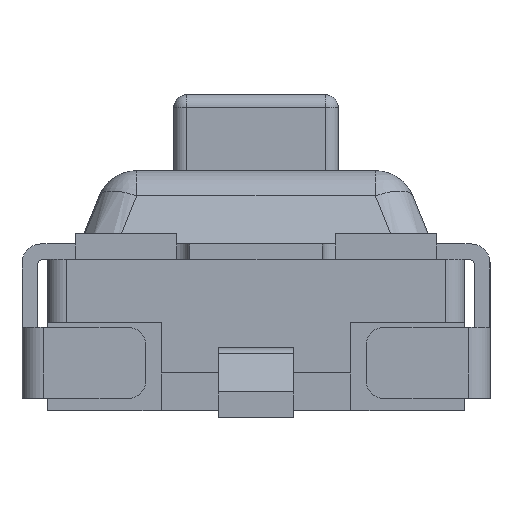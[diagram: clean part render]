
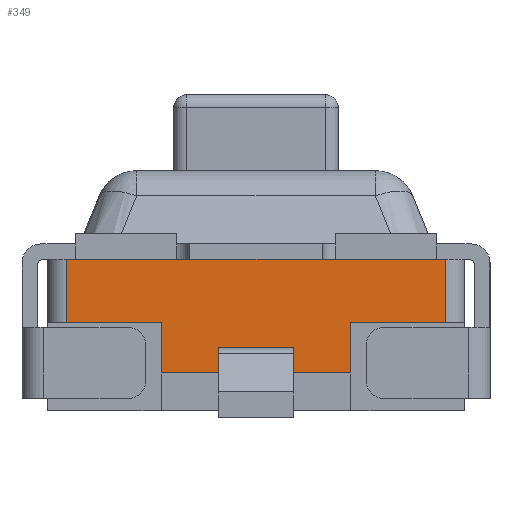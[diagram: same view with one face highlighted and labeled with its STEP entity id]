
A CAD part, left-side view. The second image highlights one B-rep face of the part: STEP entity #349.
In plain terms, the highlighted planar face has unit normal (-1, 0, 0).
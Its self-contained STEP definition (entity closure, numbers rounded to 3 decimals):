
#22 = VERTEX_POINT('',#23);
#23 = CARTESIAN_POINT('',(-3.05,1.425,1.2));
#58 = VERTEX_POINT('',#59);
#59 = CARTESIAN_POINT('',(-3.05,0.625,1.2));
#65 = EDGE_CURVE('',#66,#58,#68,.T.);
#66 = VERTEX_POINT('',#67);
#67 = CARTESIAN_POINT('',(-3.05,-0.625,1.2));
#68 = LINE('',#69,#70);
#69 = CARTESIAN_POINT('',(-3.05,-1.65,1.2));
#70 = VECTOR('',#71,1.);
#71 = DIRECTION('',(0.,1.,0.));
#108 = VERTEX_POINT('',#109);
#109 = CARTESIAN_POINT('',(-3.05,-1.425,1.2));
#115 = EDGE_CURVE('',#116,#108,#118,.T.);
#116 = VERTEX_POINT('',#117);
#117 = CARTESIAN_POINT('',(-3.05,-1.5,1.2));
#118 = LINE('',#119,#120);
#119 = CARTESIAN_POINT('',(-3.05,-1.65,1.2));
#120 = VECTOR('',#121,1.);
#121 = DIRECTION('',(0.,1.,0.));
#275 = VERTEX_POINT('',#276);
#276 = CARTESIAN_POINT('',(-3.05,1.5,1.2));
#283 = EDGE_CURVE('',#22,#275,#284,.T.);
#284 = LINE('',#285,#286);
#285 = CARTESIAN_POINT('',(-3.05,-1.65,1.2));
#286 = VECTOR('',#287,1.);
#287 = DIRECTION('',(0.,1.,0.));
#349 = ADVANCED_FACE('',(#350),#421,.T.);
#350 = FACE_BOUND('',#351,.T.);
#351 = EDGE_LOOP('',(#352,#362,#368,#369,#375,#376,#382,#383,#391,#399,
    #407,#415));
#352 = ORIENTED_EDGE('',*,*,#353,.T.);
#353 = EDGE_CURVE('',#354,#356,#358,.T.);
#354 = VERTEX_POINT('',#355);
#355 = CARTESIAN_POINT('',(-3.05,-0.75,0.7));
#356 = VERTEX_POINT('',#357);
#357 = CARTESIAN_POINT('',(-3.05,-1.5,0.7));
#358 = LINE('',#359,#360);
#359 = CARTESIAN_POINT('',(-3.05,-0.75,0.7));
#360 = VECTOR('',#361,1.);
#361 = DIRECTION('',(0.,-1.,0.));
#362 = ORIENTED_EDGE('',*,*,#363,.T.);
#363 = EDGE_CURVE('',#356,#116,#364,.T.);
#364 = LINE('',#365,#366);
#365 = CARTESIAN_POINT('',(-3.05,-1.5,0.7));
#366 = VECTOR('',#367,1.);
#367 = DIRECTION('',(0.,0.,1.));
#368 = ORIENTED_EDGE('',*,*,#115,.T.);
#369 = ORIENTED_EDGE('',*,*,#370,.F.);
#370 = EDGE_CURVE('',#66,#108,#371,.T.);
#371 = LINE('',#372,#373);
#372 = CARTESIAN_POINT('',(-3.05,-0.625,1.2));
#373 = VECTOR('',#374,1.);
#374 = DIRECTION('',(0.,-1.,0.));
#375 = ORIENTED_EDGE('',*,*,#65,.T.);
#376 = ORIENTED_EDGE('',*,*,#377,.T.);
#377 = EDGE_CURVE('',#58,#22,#378,.T.);
#378 = LINE('',#379,#380);
#379 = CARTESIAN_POINT('',(-3.05,0.625,1.2));
#380 = VECTOR('',#381,1.);
#381 = DIRECTION('',(0.,1.,0.));
#382 = ORIENTED_EDGE('',*,*,#283,.T.);
#383 = ORIENTED_EDGE('',*,*,#384,.F.);
#384 = EDGE_CURVE('',#385,#275,#387,.T.);
#385 = VERTEX_POINT('',#386);
#386 = CARTESIAN_POINT('',(-3.05,1.5,0.7));
#387 = LINE('',#388,#389);
#388 = CARTESIAN_POINT('',(-3.05,1.5,0.7));
#389 = VECTOR('',#390,1.);
#390 = DIRECTION('',(0.,0.,1.));
#391 = ORIENTED_EDGE('',*,*,#392,.F.);
#392 = EDGE_CURVE('',#393,#385,#395,.T.);
#393 = VERTEX_POINT('',#394);
#394 = CARTESIAN_POINT('',(-3.05,0.75,0.7));
#395 = LINE('',#396,#397);
#396 = CARTESIAN_POINT('',(-3.05,0.75,0.7));
#397 = VECTOR('',#398,1.);
#398 = DIRECTION('',(0.,1.,0.));
#399 = ORIENTED_EDGE('',*,*,#400,.F.);
#400 = EDGE_CURVE('',#401,#393,#403,.T.);
#401 = VERTEX_POINT('',#402);
#402 = CARTESIAN_POINT('',(-3.05,0.75,0.3));
#403 = LINE('',#404,#405);
#404 = CARTESIAN_POINT('',(-3.05,0.75,0.));
#405 = VECTOR('',#406,1.);
#406 = DIRECTION('',(0.,0.,1.));
#407 = ORIENTED_EDGE('',*,*,#408,.F.);
#408 = EDGE_CURVE('',#409,#401,#411,.T.);
#409 = VERTEX_POINT('',#410);
#410 = CARTESIAN_POINT('',(-3.05,-0.75,0.3));
#411 = LINE('',#412,#413);
#412 = CARTESIAN_POINT('',(-3.05,-0.75,0.3));
#413 = VECTOR('',#414,1.);
#414 = DIRECTION('',(0.,1.,0.));
#415 = ORIENTED_EDGE('',*,*,#416,.T.);
#416 = EDGE_CURVE('',#409,#354,#417,.T.);
#417 = LINE('',#418,#419);
#418 = CARTESIAN_POINT('',(-3.05,-0.75,0.));
#419 = VECTOR('',#420,1.);
#420 = DIRECTION('',(0.,0.,1.));
#421 = PLANE('',#422);
#422 = AXIS2_PLACEMENT_3D('',#423,#424,#425);
#423 = CARTESIAN_POINT('',(-3.05,-1.65,0.));
#424 = DIRECTION('',(-1.,0.,0.));
#425 = DIRECTION('',(0.,1.,0.));
